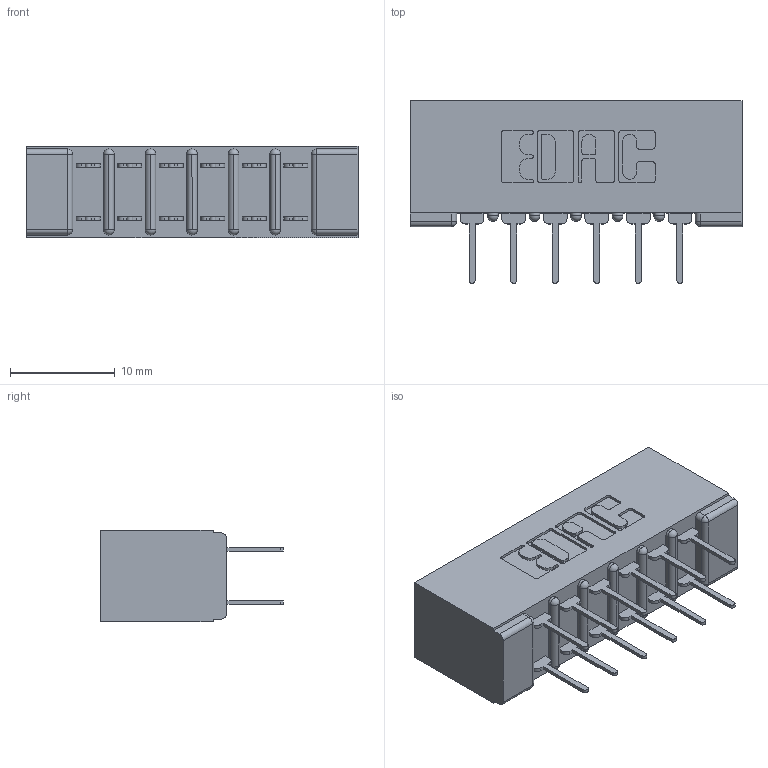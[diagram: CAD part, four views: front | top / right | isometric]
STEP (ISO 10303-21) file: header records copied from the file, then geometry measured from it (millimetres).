
FILE_DESCRIPTION (( 'STEP AP203' ), '1' );
FILE_NAME ('357-012-524-201.STEP', '2019-09-17T17:53:50', ( '' ), ( '' ), 'SwSTEP 2.0', 'SolidWorks 2016', '' );
FILE_SCHEMA (( 'CONFIG_CONTROL_DESIGN' ));
Length unit declared in the file: inch
Products named in the file (3): 307-290-001_524; 307 Part_No Mounting Lugs; 357-012-524-201
Assembly tree (13 placements, depth 2):
  357-012-524-201
    307 Part_No Mounting Lugs
    307-290-001_524  x12
Bounding box: 31.65 x 17.42 x 8.71 mm (x, y, z)
Volume: 2301.2 mm3; surface area: 3680.3 mm2
Topology: 13 solids, 13 shells, 669 faces, 1859 edges, 1202 vertices
Faces by surface type: plane 438, cylinder 217, sphere 14
Entity records: 9464 total; most frequent: CARTESIAN_POINT 1554, DIRECTION 1537, ORIENTED_EDGE 1534, EDGE_CURVE 767, LINE 575, VECTOR 575, VERTEX_POINT 498, AXIS2_PLACEMENT_3D 481
